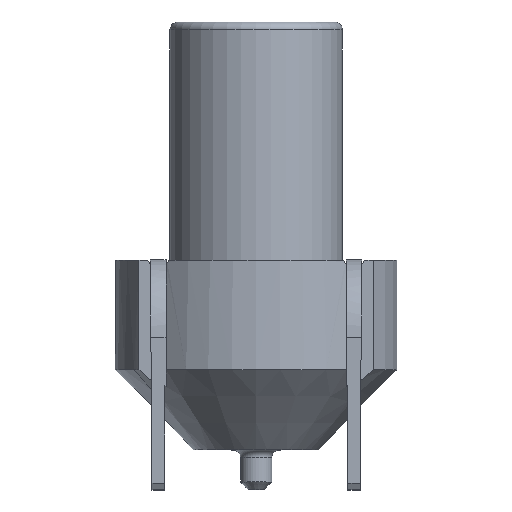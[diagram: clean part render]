
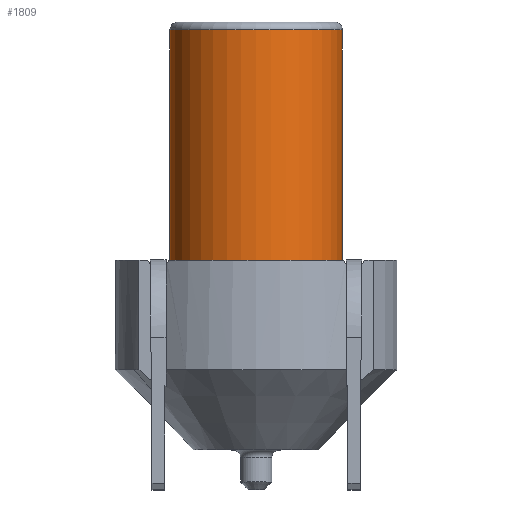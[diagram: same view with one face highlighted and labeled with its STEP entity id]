
A CAD part, top view. The second image highlights one B-rep face of the part: STEP entity #1809.
In plain terms, the highlighted cylindrical face has radius 5.5 mm (diameter 11 mm), a full revolution.
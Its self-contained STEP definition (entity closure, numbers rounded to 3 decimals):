
#27=CYLINDRICAL_SURFACE('',#1966,5.5);
#54=FACE_BOUND('',#292,.T.);
#106=CIRCLE('',#1946,5.5);
#111=CIRCLE('',#1964,5.5);
#175=FACE_OUTER_BOUND('',#291,.T.);
#291=EDGE_LOOP('',(#1410));
#292=EDGE_LOOP('',(#1411));
#839=VERTEX_POINT('',#2949);
#846=VERTEX_POINT('',#2981);
#1046=EDGE_CURVE('',#839,#839,#106,.T.);
#1060=EDGE_CURVE('',#846,#846,#111,.T.);
#1410=ORIENTED_EDGE('',*,*,#1046,.F.);
#1411=ORIENTED_EDGE('',*,*,#1060,.F.);
#1809=ADVANCED_FACE('',(#175,#54),#27,.T.);
#1946=AXIS2_PLACEMENT_3D('',#2950,#2325,#2326);
#1964=AXIS2_PLACEMENT_3D('',#2982,#2368,#2369);
#1966=AXIS2_PLACEMENT_3D('',#2984,#2372,#2373);
#2325=DIRECTION('center_axis',(0.,-1.,0.));
#2326=DIRECTION('ref_axis',(-1.,0.,0.));
#2368=DIRECTION('center_axis',(0.,1.,0.));
#2369=DIRECTION('ref_axis',(1.,0.,0.));
#2372=DIRECTION('center_axis',(0.,-1.,0.));
#2373=DIRECTION('ref_axis',(-1.,0.,0.));
#2949=CARTESIAN_POINT('',(-5.75,-11.4,0.));
#2950=CARTESIAN_POINT('Origin',(-0.25,-11.4,0.));
#2981=CARTESIAN_POINT('',(-5.75,3.3,0.));
#2982=CARTESIAN_POINT('Origin',(-0.25,3.3,0.));
#2984=CARTESIAN_POINT('Origin',(-0.25,-3.8,0.));
